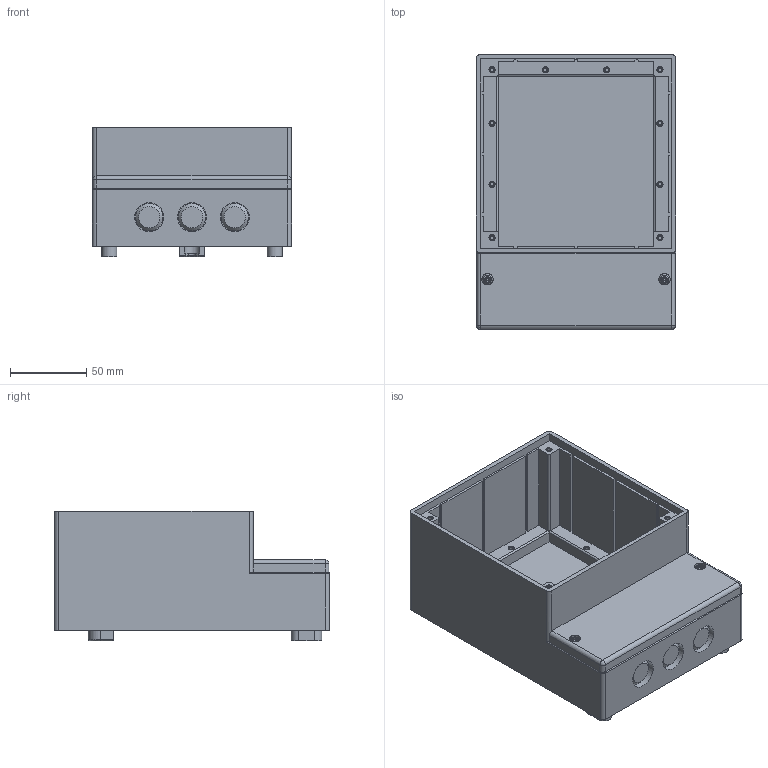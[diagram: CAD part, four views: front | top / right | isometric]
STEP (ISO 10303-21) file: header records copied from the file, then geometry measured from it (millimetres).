
FILE_DESCRIPTION(/* description */ (''),/* implementation_level */ '2;1');
FILE_NAME(/* name */ '0701100100 - MBRCA 13.stp',/* time_stamp */ '2017-02-10T13:10:14+01:00',/* author */ ('robin.rentz'),/* organization */ (''),/* preprocessor_version */ 'ST-DEVELOPER v16.5',/* originating_system */ 'Autodesk Inventor 2017',/* authorisation */ '');
FILE_SCHEMA (('AUTOMOTIVE_DESIGN { 1 0 10303 214 3 1 1 }'));
Length unit declared in the file: millimetre
Products named in the file (6): 0701100100 - MBRCA 13; 0701100101-UT_MBRCA 13; 0701100205-Klemmraumabdeckung MBRCA 13-14-13K-14K; Einpressmutter M4x9,5 mm Dodge; 1900000000; 1990000243 Schrauben A2 BM4x10_6
Assembly tree (16 placements, depth 2):
  0701100100 - MBRCA 13
    0701100101-UT_MBRCA 13
    0701100205-Klemmraumabdeckung MBRCA 13-14-13K-14K
    Einpressmutter M4x9,5 mm Dodge  x2
    1900000000  x10
    1990000243 Schrauben A2 BM4x10_6  x2
Bounding box: 130.5 x 180 x 85 mm (x, y, z)
Volume: 286401.4 mm3; surface area: 194372.5 mm2
Topology: 16 solids, 16 shells, 878 faces, 2423 edges, 1558 vertices
Faces by surface type: plane 550, cylinder 213, cone 49, torus 46, bspline 16, sphere 4
Full cylindrical faces by diameter (mm): 2 x4, 2.459 x10, 3.242 x2, 3.3 x2, 3.6 x2, 4 x22, 5.5 x2, 5.6 x2, 6.6 x4, 6.8 x2, 7.4 x2, 19 x5
Entity records: 16223 total; most frequent: CARTESIAN_POINT 3426, DIRECTION 2613, ORIENTED_EDGE 2554, EDGE_CURVE 1277, LINE 887, VECTOR 887, AXIS2_PLACEMENT_3D 863, VERTEX_POINT 856
